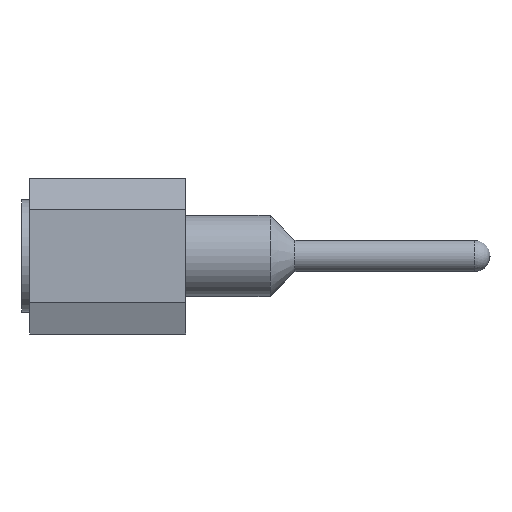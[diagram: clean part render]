
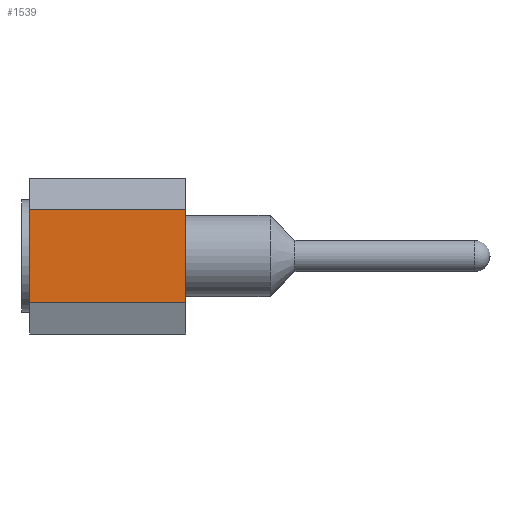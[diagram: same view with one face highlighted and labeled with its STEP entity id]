
A CAD part, left-side view. The second image highlights one B-rep face of the part: STEP entity #1539.
In plain terms, the highlighted planar face has unit normal (-1, 0, 0).
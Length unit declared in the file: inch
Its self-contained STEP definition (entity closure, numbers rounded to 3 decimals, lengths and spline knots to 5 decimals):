
#166=ORIENTED_EDGE('',*,*,#560,.T.);
#167=ORIENTED_EDGE('',*,*,#561,.T.);
#168=ORIENTED_EDGE('',*,*,#562,.F.);
#169=ORIENTED_EDGE('',*,*,#563,.F.);
#560=EDGE_CURVE('',#757,#758,#905,.T.);
#561=EDGE_CURVE('',#758,#759,#906,.T.);
#562=EDGE_CURVE('',#760,#759,#907,.T.);
#563=EDGE_CURVE('',#757,#760,#908,.T.);
#757=VERTEX_POINT('',#2320);
#758=VERTEX_POINT('',#2321);
#759=VERTEX_POINT('',#2323);
#760=VERTEX_POINT('',#2325);
#905=LINE('',#2319,#1055);
#906=LINE('',#2322,#1056);
#907=LINE('',#2324,#1057);
#908=LINE('',#2326,#1058);
#1055=VECTOR('',#1849,39.37008);
#1056=VECTOR('',#1850,39.37008);
#1057=VECTOR('',#1851,39.37008);
#1058=VECTOR('',#1852,39.37008);
#1181=EDGE_LOOP('',(#166,#167,#168,#169));
#1327=FACE_BOUND('',#1181,.T.);
#1474=PLANE('',#1657);
#1539=ADVANCED_FACE('',(#1327),#1474,.F.);
#1657=AXIS2_PLACEMENT_3D('',#2318,#1847,#1848);
#1847=DIRECTION('',(1.,0.,0.));
#1848=DIRECTION('',(0.,0.,-1.));
#1849=DIRECTION('',(0.,-1.,0.));
#1850=DIRECTION('',(0.,0.,1.));
#1851=DIRECTION('',(0.,-1.,0.));
#1852=DIRECTION('',(0.,0.,1.));
#2318=CARTESIAN_POINT('',(0.,0.07,-0.05));
#2319=CARTESIAN_POINT('',(0.,0.1,-0.03));
#2320=CARTESIAN_POINT('',(0.,0.1,-0.03));
#2321=CARTESIAN_POINT('',(0.,0.,-0.03));
#2322=CARTESIAN_POINT('',(0.,0.,-0.05));
#2323=CARTESIAN_POINT('',(0.,0.,0.03));
#2324=CARTESIAN_POINT('',(0.,0.1,0.03));
#2325=CARTESIAN_POINT('',(0.,0.1,0.03));
#2326=CARTESIAN_POINT('',(0.,0.1,-0.05));
